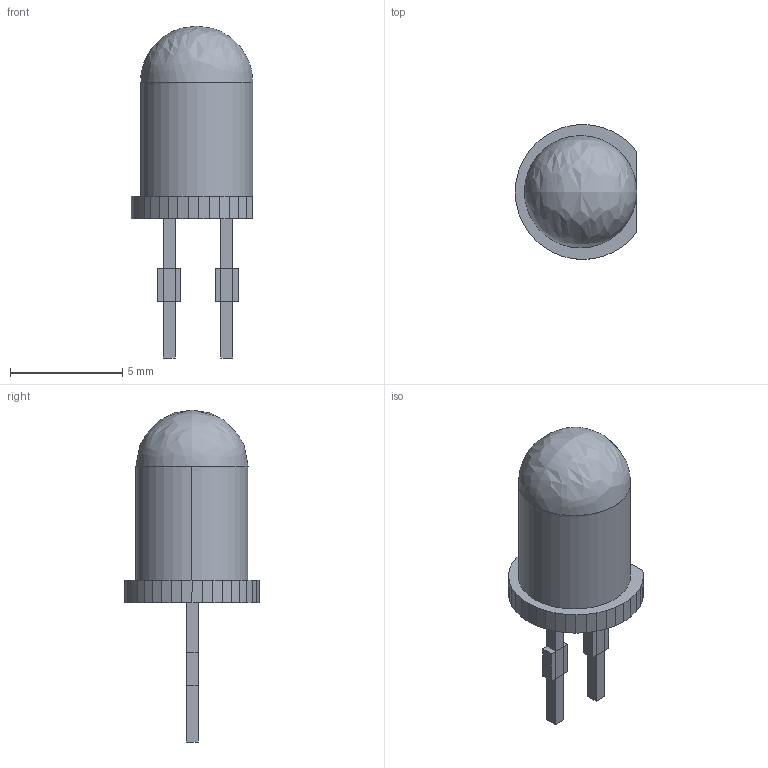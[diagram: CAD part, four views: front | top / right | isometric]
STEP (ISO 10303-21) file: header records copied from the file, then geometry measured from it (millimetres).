
FILE_DESCRIPTION (( 'STEP AP214' ), '1' );
FILE_NAME ('User Library-LEDd5Y.STEP', '2020-12-12T15:12:35', ( '' ), ( '' ), 'SwSTEP 2.0', 'SolidWorks 2020', '' );
FILE_SCHEMA (( 'AUTOMOTIVE_DESIGN' ));
Length unit declared in the file: millimetre
Products named in the file (18): Extruded; Cylinder; User Library-LEDd5Y; Open CASCADE STEP translator 6.2 796.1; 352470464; 352707536; Extruded2; 352710736; Extruded4; 352705488; 352478640; Extruded3; 352699728; Extruded1; 352699216; Sphere
Assembly tree (19 placements, depth 4):
  User Library-LEDd5Y
    Open CASCADE STEP translator 6.2 796.1
      352705488
        Extruded2
      352707536
        Extruded3
      352699728
        Extruded1
      352699216
        Extruded
      352478640
        Cylinder
      352710736
        Extruded4
      352470464
        Sphere
      352707536
        Extruded3
      352705488
        Extruded2
Bounding box: 5.42 x 6.02 x 14.8 mm (x, y, z)
Volume: 202 mm3; surface area: 340.4 mm2
Topology: 9 solids, 9 shells, 81 faces, 193 edges, 126 vertices
Faces by surface type: plane 77, cylinder 2, bspline 2
Entity records: 2595 total; most frequent: CARTESIAN_POINT 412, DIRECTION 367, ORIENTED_EDGE 330, EDGE_CURVE 165, LINE 157, VECTOR 157, VERTEX_POINT 110, AXIS2_PLACEMENT_3D 105
